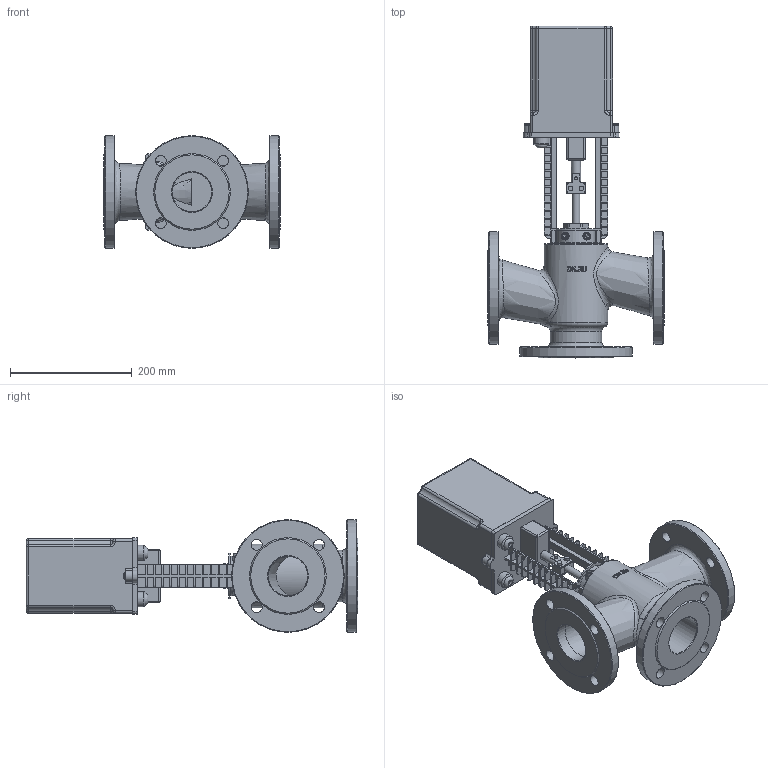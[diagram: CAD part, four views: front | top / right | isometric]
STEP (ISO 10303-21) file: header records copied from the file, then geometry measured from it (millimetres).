
FILE_DESCRIPTION(/* description */ (''),/* implementation_level */ '2;1');
FILE_NAME(/* name */ 'DN65_3D_STEP.stp',/* time_stamp */ '2025-06-23T11:32:25+03:00',/* author */ ('igorr'),/* organization */ (''),/* preprocessor_version */ 'ST-DEVELOPER v20',/* originating_system */ 'Autodesk Inventor 2025',/* authorisation */ '');
FILE_SCHEMA (('AUTOMOTIVE_DESIGN { 1 0 10303 214 3 1 1 }'));
Length unit declared in the file: millimetre
Products named in the file (5): Сборка1; Деталь1; Деталь2; AS 1427 - M5 x 6; AS 1420 - 1973 - M6 x 10
Assembly tree (6 placements, depth 2):
  Сборка1
    Деталь1
    Деталь2
    AS 1427 - M5 x 6  x2
    AS 1420 - 1973 - M6 x 10  x2
Bounding box: 290 x 545 x 185 mm (x, y, z)
Volume: 6140288.6 mm3; surface area: 544519.8 mm2
Topology: 6 solids, 6 shells, 724 faces, 1944 edges, 1269 vertices
Faces by surface type: plane 407, cylinder 183, bspline 44, cone 40, torus 32, sphere 18
Full cylindrical faces by diameter (mm): 4.51 x2, 5 x4, 6 x2, 7.5 x4, 10 x4, 12.5 x5, 15 x1, 18 x12, 25 x2, 50 x1, 65 x3, 85 x1, 105 x1, 185 x3
Entity records: 24931 total; most frequent: CARTESIAN_POINT 6890, ORIENTED_EDGE 3662, DIRECTION 3484, EDGE_CURVE 1831, VERTEX_POINT 1193, LINE 1188, VECTOR 1188, AXIS2_PLACEMENT_3D 1148
